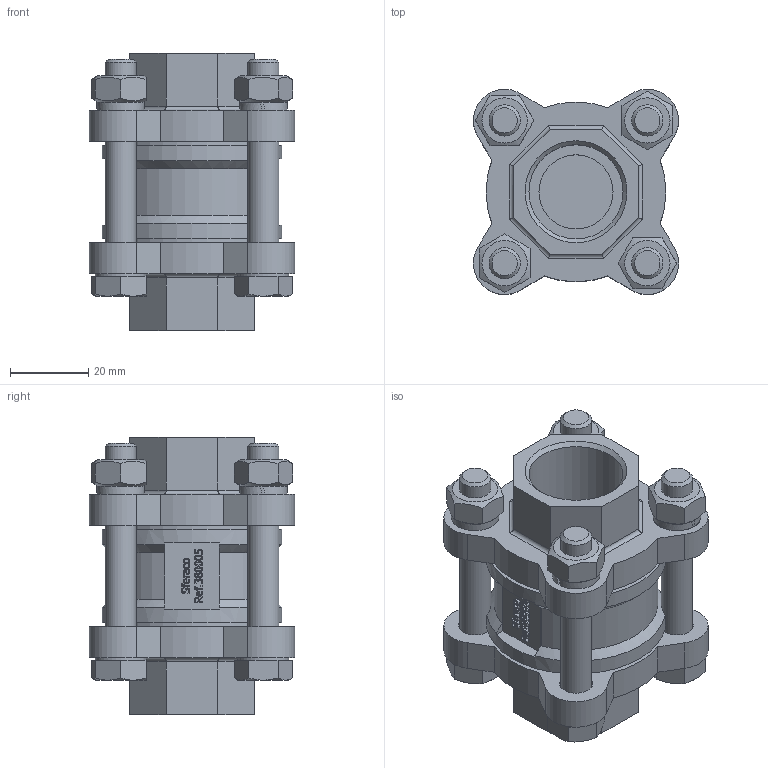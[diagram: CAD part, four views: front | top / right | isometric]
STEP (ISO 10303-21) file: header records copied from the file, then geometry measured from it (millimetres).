
FILE_DESCRIPTION(/* description */ ('380005'),/* implementation_level */ '2;1');
FILE_NAME(/* name */ '380005.stp',/* time_stamp */ '2019-02-07T15:56:32+01:00',/* author */ ('jmorand'),/* organization */ ('Sferaco'),/* preprocessor_version */ 'ST-DEVELOPER v17',/* originating_system */ 'Autodesk Inventor 2019',/* authorisation */ '');
FILE_SCHEMA (('AUTOMOTIVE_DESIGN { 1 0 10303 214 3 1 1 }'));
Length unit declared in the file: millimetre
Products named in the file (1): 380005_bd
Bounding box: 52.54 x 52.54 x 71 mm (x, y, z)
Volume: 93219.5 mm3; surface area: 37551.9 mm2
Topology: 16 solids, 16 shells, 915 faces, 2414 edges, 1596 vertices
Faces by surface type: plane 406, bspline 372, cylinder 87, cone 50
Full cylindrical faces by diameter (mm): 6.647 x4, 8 x4, 8.5 x8, 13 x4, 19 x2, 24.117 x2, 43 x2
Entity records: 32416 total; most frequent: CARTESIAN_POINT 11354, ORIENTED_EDGE 4828, DIRECTION 2942, EDGE_CURVE 2414, VERTEX_POINT 1596, LINE 1262, VECTOR 1262, EDGE_LOOP 1008
